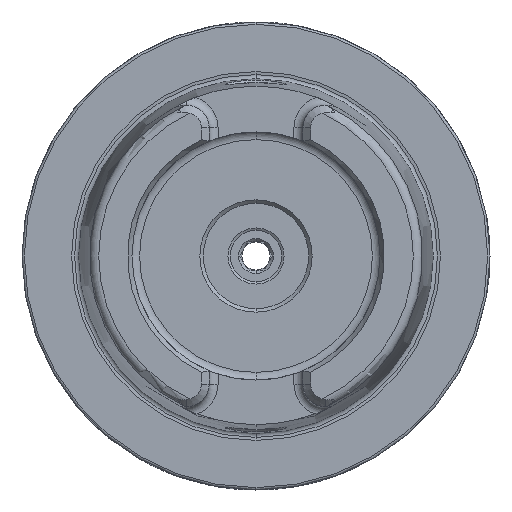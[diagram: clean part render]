
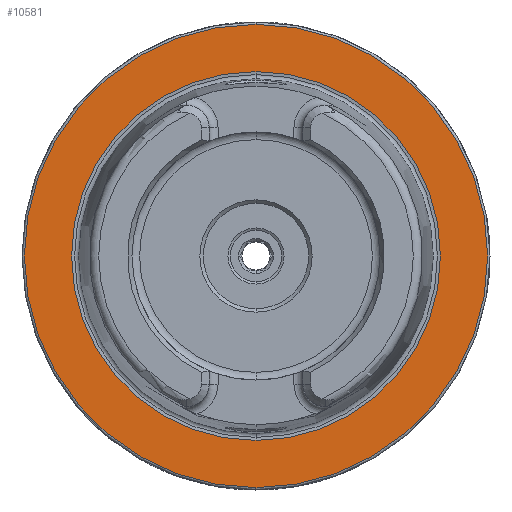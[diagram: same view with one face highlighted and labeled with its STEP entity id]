
A CAD part, left-side view. The second image highlights one B-rep face of the part: STEP entity #10581.
In plain terms, the highlighted planar face has unit normal (-1, 0, 0).
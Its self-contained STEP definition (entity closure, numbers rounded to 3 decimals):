
#221 = ORIENTED_EDGE ( 'NONE', *, *, #10900, .F. ) ;
#621 = EDGE_LOOP ( 'NONE', ( #221, #10131 ) ) ;
#934 = CIRCLE ( 'NONE', #10823, 49.5 ) ;
#1328 = DIRECTION ( 'NONE',  ( 0., 0., 1. ) ) ;
#1364 = DIRECTION ( 'NONE',  ( -1., 0., 0. ) ) ;
#1400 = CARTESIAN_POINT ( 'NONE',  ( 0., 0., 0. ) ) ;
#1758 = ORIENTED_EDGE ( 'NONE', *, *, #5585, .T. ) ;
#1895 = CARTESIAN_POINT ( 'NONE',  ( 0., 0., -39.405 ) ) ;
#1929 = DIRECTION ( 'NONE',  ( 1., 0., 0. ) ) ;
#2446 = AXIS2_PLACEMENT_3D ( 'NONE', #1400, #1364, #1328 ) ;
#3568 = CARTESIAN_POINT ( 'NONE',  ( 0., 0., 49.5 ) ) ;
#3849 = VERTEX_POINT ( 'NONE', #9058 ) ;
#4143 = DIRECTION ( 'NONE',  ( -1., 0., 0. ) ) ;
#4287 = DIRECTION ( 'NONE',  ( 0., 0., 1. ) ) ;
#4367 = DIRECTION ( 'NONE',  ( -1., 0., 0. ) ) ;
#4377 = EDGE_CURVE ( 'NONE', #8054, #8011, #5195, .T. ) ;
#4426 = CARTESIAN_POINT ( 'NONE',  ( 0., 0., 0. ) ) ;
#5195 = CIRCLE ( 'NONE', #2446, 39.405 ) ;
#5291 = CARTESIAN_POINT ( 'NONE',  ( 0., 49.5, 0. ) ) ;
#5439 = DIRECTION ( 'NONE',  ( 0., 0., 1. ) ) ;
#5448 = EDGE_CURVE ( 'NONE', #9587, #3849, #10669, .T. ) ;
#5585 = EDGE_CURVE ( 'NONE', #3849, #9587, #934, .T. ) ;
#5640 = DIRECTION ( 'NONE',  ( -1., 0., 0. ) ) ;
#5677 = CARTESIAN_POINT ( 'NONE',  ( 0., 0., 0. ) ) ;
#6723 = AXIS2_PLACEMENT_3D ( 'NONE', #9191, #4143, #10035 ) ;
#6873 = PLANE ( 'NONE',  #7788 ) ;
#7289 = EDGE_LOOP ( 'NONE', ( #8875, #1758 ) ) ;
#7788 = AXIS2_PLACEMENT_3D ( 'NONE', #5291, #1929, #7831 ) ;
#7831 = DIRECTION ( 'NONE',  ( 0., 0., -1. ) ) ;
#8011 = VERTEX_POINT ( 'NONE', #8611 ) ;
#8054 = VERTEX_POINT ( 'NONE', #1895 ) ;
#8384 = FACE_OUTER_BOUND ( 'NONE', #7289, .T. ) ;
#8611 = CARTESIAN_POINT ( 'NONE',  ( 0., 0., 39.405 ) ) ;
#8875 = ORIENTED_EDGE ( 'NONE', *, *, #5448, .T. ) ;
#9028 = CIRCLE ( 'NONE', #6723, 39.405 ) ;
#9058 = CARTESIAN_POINT ( 'NONE',  ( 0., 0., -49.5 ) ) ;
#9191 = CARTESIAN_POINT ( 'NONE',  ( 0., 0., 0. ) ) ;
#9395 = AXIS2_PLACEMENT_3D ( 'NONE', #4426, #4367, #4287 ) ;
#9587 = VERTEX_POINT ( 'NONE', #3568 ) ;
#10035 = DIRECTION ( 'NONE',  ( 0., 0., 1. ) ) ;
#10131 = ORIENTED_EDGE ( 'NONE', *, *, #4377, .F. ) ;
#10581 = ADVANCED_FACE ( 'NONE', ( #10594, #8384 ), #6873, .F. ) ;
#10594 = FACE_BOUND ( 'NONE', #621, .T. ) ;
#10669 = CIRCLE ( 'NONE', #9395, 49.5 ) ;
#10823 = AXIS2_PLACEMENT_3D ( 'NONE', #5677, #5640, #5439 ) ;
#10900 = EDGE_CURVE ( 'NONE', #8011, #8054, #9028, .T. ) ;
